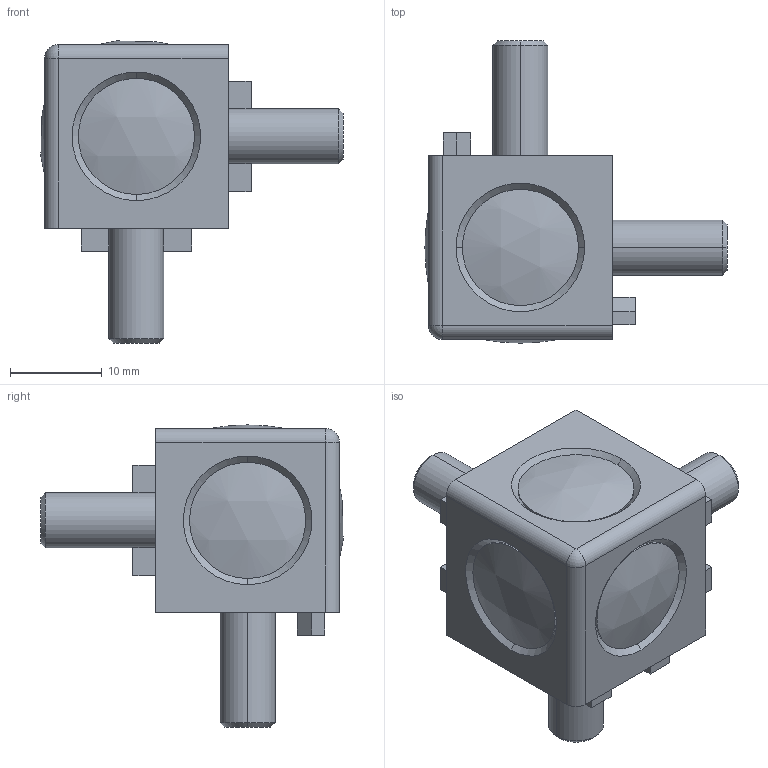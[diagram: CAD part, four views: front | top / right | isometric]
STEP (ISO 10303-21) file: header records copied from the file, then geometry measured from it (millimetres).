
FILE_DESCRIPTION(('no description'),'unknown implementation level');
FILE_NAME('3842524478-CORNER CUBE KIT 20MM 3S.stp',' ',('Bosch Rexroth AG'),('CADClick - KiM GmbH - www.kimweb.de'),'unknown preprocess','ACIS','unknown authorization');
FILE_SCHEMA(('automotive_design'));
Length unit declared in the file: millimetre
Products named in the file (4): 1; 2; 3; 4
Bounding box: 32.89 x 32.89 x 32.89 mm (x, y, z)
Volume: 6535.6 mm3; surface area: 5073 mm2
Topology: 4 solids, 4 shells, 136 faces, 308 edges, 191 vertices
Faces by surface type: plane 60, cylinder 45, cone 24, sphere 7
Entity records: 7671 total; most frequent: CARTESIAN_POINT 875, DIRECTION 683, STYLED_ITEM 639, PRESENTATION_STYLE_ASSIGNMENT 639, COLOUR_RGB 639, ORIENTED_EDGE 616, EDGE_CURVE 308, CURVE_STYLE 308
